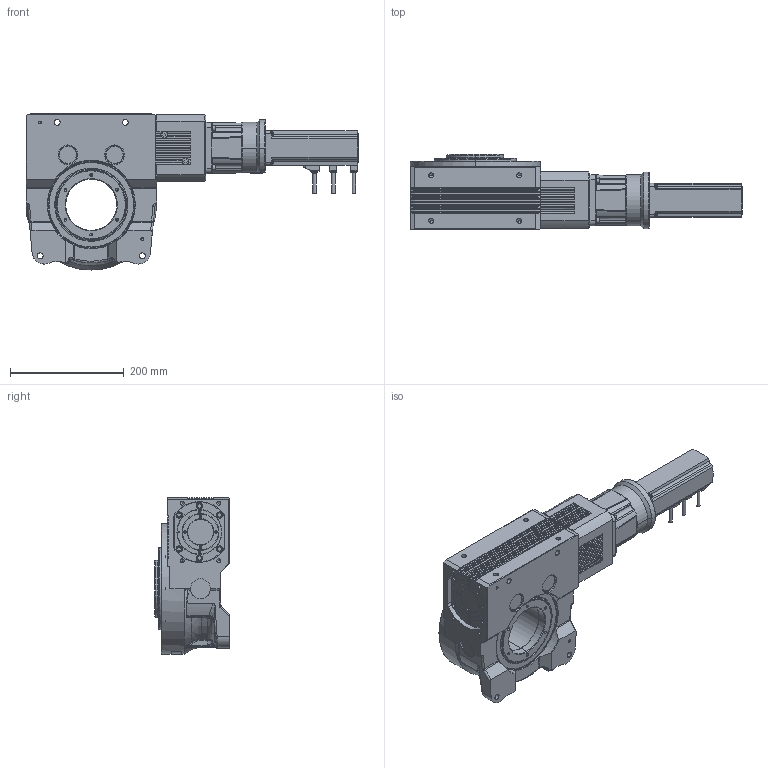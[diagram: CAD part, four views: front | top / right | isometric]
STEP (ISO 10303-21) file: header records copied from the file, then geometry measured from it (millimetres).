
FILE_DESCRIPTION (( 'STEP AP203' ), '1' );
FILE_NAME ('RGV109V4689.STEP', '2023-06-20T06:45:44', ( '' ), ( '' ), 'SwSTEP 2.0', 'SolidWorks 2021', '' );
FILE_SCHEMA (( 'CONFIG_CONTROL_DESIGN' ));
Length unit declared in the file: millimetre
Products named in the file (1): RGV109V4689
Bounding box: 585 x 132 x 275.05 mm (x, y, z)
Volume: 7683616.6 mm3; surface area: 447528.5 mm2
Topology: 1 solids, 1 shells, 1815 faces, 4591 edges, 2858 vertices
Faces by surface type: plane 868, cylinder 584, cone 188, bspline 139, torus 20, sphere 16
Entity records: 62119 total; most frequent: CARTESIAN_POINT 19184, ORIENTED_EDGE 8974, DIRECTION 8867, EDGE_CURVE 4487, AXIS2_PLACEMENT_3D 3127, VERTEX_POINT 2858, LINE 2613, VECTOR 2613
